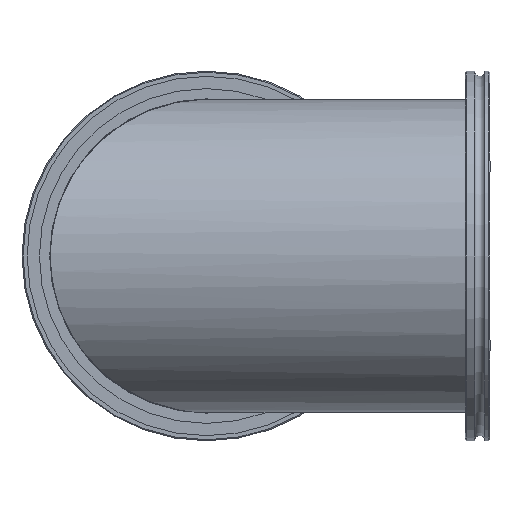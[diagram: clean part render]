
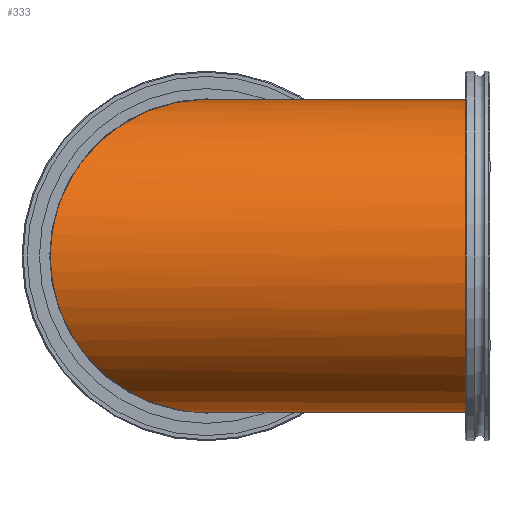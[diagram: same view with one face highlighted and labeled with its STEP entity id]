
A CAD part, left-side view. The second image highlights one B-rep face of the part: STEP entity #333.
In plain terms, the highlighted cylindrical face has radius 76.2 mm (diameter 152.4 mm), a full revolution.
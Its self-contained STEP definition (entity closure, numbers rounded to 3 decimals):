
#27=ELLIPSE('',#432,107.763,76.2);
#28=ELLIPSE('',#433,107.763,76.2);
#61=CYLINDRICAL_SURFACE('',#438,76.2);
#78=FACE_OUTER_BOUND('',#102,.T.);
#102=EDGE_LOOP('',(#308,#309,#310,#311,#312));
#114=LINE('',#665,#124);
#124=VECTOR('',#560,76.2);
#153=CIRCLE('',#439,76.2);
#180=VERTEX_POINT('',#650);
#181=VERTEX_POINT('',#651);
#185=VERTEX_POINT('',#663);
#221=EDGE_CURVE('',#180,#181,#27,.T.);
#222=EDGE_CURVE('',#181,#180,#28,.T.);
#227=EDGE_CURVE('',#185,#185,#153,.T.);
#228=EDGE_CURVE('',#185,#181,#114,.T.);
#308=ORIENTED_EDGE('',*,*,#227,.F.);
#309=ORIENTED_EDGE('',*,*,#228,.T.);
#310=ORIENTED_EDGE('',*,*,#222,.T.);
#311=ORIENTED_EDGE('',*,*,#221,.T.);
#312=ORIENTED_EDGE('',*,*,#228,.F.);
#333=ADVANCED_FACE('',(#78),#61,.T.);
#432=AXIS2_PLACEMENT_3D('',#652,#543,#544);
#433=AXIS2_PLACEMENT_3D('',#653,#545,#546);
#438=AXIS2_PLACEMENT_3D('',#662,#556,#557);
#439=AXIS2_PLACEMENT_3D('',#664,#558,#559);
#543=DIRECTION('center_axis',(0.,-0.707,0.707));
#544=DIRECTION('ref_axis',(0.,-0.707,-0.707));
#545=DIRECTION('center_axis',(0.,-0.707,0.707));
#546=DIRECTION('ref_axis',(0.,-0.707,-0.707));
#556=DIRECTION('center_axis',(0.,0.,1.));
#557=DIRECTION('ref_axis',(-1.,0.,0.));
#558=DIRECTION('center_axis',(0.,0.,1.));
#559=DIRECTION('ref_axis',(-1.,0.,0.));
#560=DIRECTION('',(0.,0.,-1.));
#650=CARTESIAN_POINT('',(0.,76.2,152.4));
#651=CARTESIAN_POINT('',(76.2,0.,76.2));
#652=CARTESIAN_POINT('Origin',(0.,0.,76.2));
#653=CARTESIAN_POINT('Origin',(0.,0.,76.2));
#662=CARTESIAN_POINT('Origin',(0.,0.,0.));
#663=CARTESIAN_POINT('',(76.2,0.,208.1));
#664=CARTESIAN_POINT('Origin',(0.,0.,208.1));
#665=CARTESIAN_POINT('',(76.2,0.,0.));
